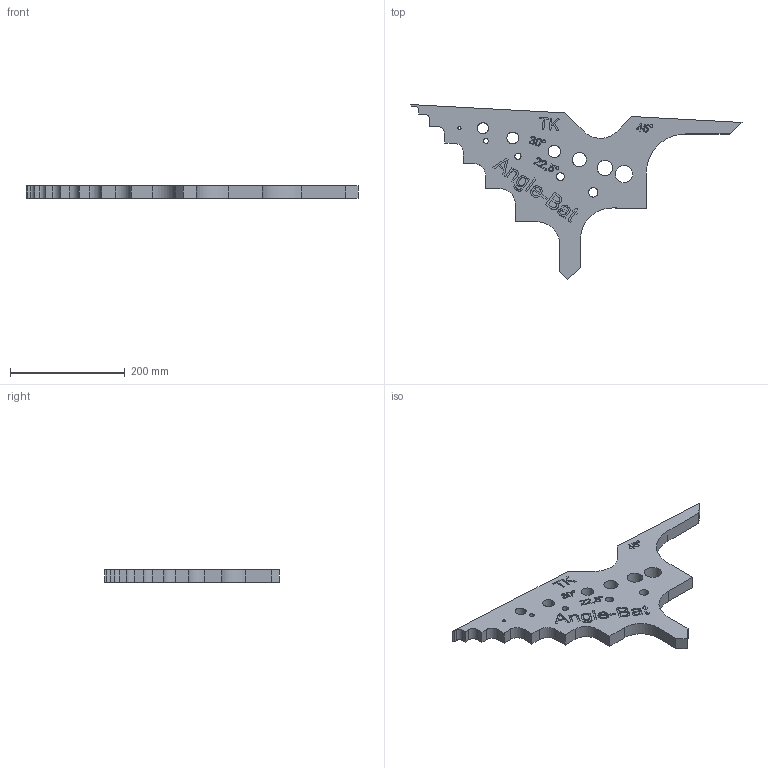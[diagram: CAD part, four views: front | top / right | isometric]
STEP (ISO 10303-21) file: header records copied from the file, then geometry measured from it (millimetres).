
FILE_DESCRIPTION(('FreeCAD Model'),'2;1');
FILE_NAME('Open CASCADE Shape Model','2025-05-09T20:08:32',('FreeCAD'),( 'FreeCAD'),'Open CASCADE STEP processor 7.6','FreeCAD','Unknown');
FILE_SCHEMA(('AUTOMOTIVE_DESIGN { 1 0 10303 214 1 1 1 1 }'));
Length unit declared in the file: millimetre
Products named in the file (1): Open CASCADE STEP translator 7.6 1
Bounding box: 578.92 x 304.92 x 21.86 mm (x, y, z)
Volume: 1255060.7 mm3; surface area: 169130.9 mm2
Topology: 1 solids, 1 shells, 465 faces, 1299 edges, 866 vertices
Faces by surface type: bspline 465
Entity records: 14649 total; most frequent: CARTESIAN_POINT 6669, ORIENTED_EDGE 2598, EDGE_CURVE 1299, B_SPLINE_CURVE_WITH_KNOTS 1257, VERTEX_POINT 866, FACE_BOUND 517, EDGE_LOOP 517, ADVANCED_FACE 465
